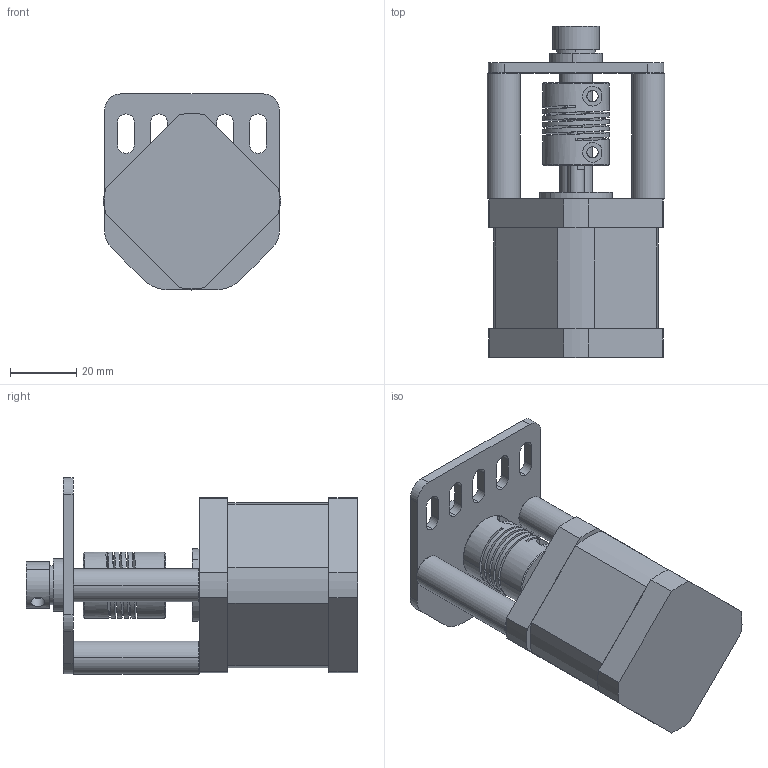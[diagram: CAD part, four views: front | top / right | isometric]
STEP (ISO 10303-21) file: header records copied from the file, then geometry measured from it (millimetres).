
FILE_DESCRIPTION(('FreeCAD Model'),'2;1');
FILE_NAME('Driver-LeadScrew.step', '2020-08-13T01:38:08',('Author'),(''), 'Open CASCADE STEP processor 7.3','FreeCAD','Unknown');
FILE_SCHEMA(('AUTOMOTIVE_DESIGN { 1 0 10303 214 1 1 1 1 }'));
Length unit declared in the file: millimetre
Products named in the file (9): Threaded_Rod_Plate_Nema_171_001; Flexible_Coupling_5mm_x_8mm1_001; Ball_Bearing_8_x_16_x_51_001; Nema_17_Stepper_Motor1_001; Aluminum_Spacer_1.5in1_003; Aluminum_Spacer_1.5in1_002; Aluminum_Spacer_1.5in1_001; Shim_Washer_8mm1_001; Lock_Collar_8mm1_001
Bounding box: 53.84 x 100.25 x 59.35 mm (x, y, z)
Volume: 103746.3 mm3; surface area: 30958.3 mm2
Topology: 9 solids, 9 shells, 247 faces, 614 edges, 394 vertices
Faces by surface type: cylinder 135, plane 70, cone 38, bspline 4
Entity records: 21263 total; most frequent: CARTESIAN_POINT 8262, DIRECTION 2246, ORIENTED_EDGE 1212, PCURVE 1212, DEFINITIONAL_REPRESENTATION 1212, LINE 1164, VECTOR 1164, EDGE_CURVE 606
